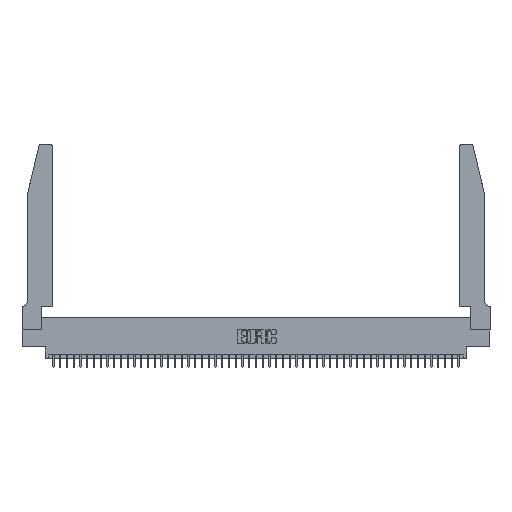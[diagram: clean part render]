
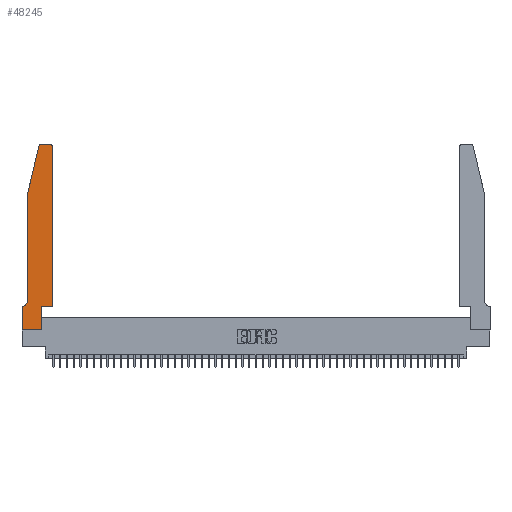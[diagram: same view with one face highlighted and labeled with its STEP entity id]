
A CAD part, top view. The second image highlights one B-rep face of the part: STEP entity #48245.
In plain terms, the highlighted planar face has unit normal (0, 0, 1).
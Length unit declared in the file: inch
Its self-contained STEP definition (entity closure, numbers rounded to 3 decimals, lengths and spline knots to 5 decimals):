
#248 = ORIENTED_EDGE ( 'NONE', *, *, #28983, .T. ) ;
#910 = CARTESIAN_POINT ( 'NONE',  ( 0., 0.35, 0.37 ) ) ;
#1872 = CARTESIAN_POINT ( 'NONE',  ( 0.0055, 0.35, 0.37 ) ) ;
#3322 = EDGE_CURVE ( 'NONE', #31763, #28608, #42765, .T. ) ;
#3985 = ORIENTED_EDGE ( 'NONE', *, *, #39173, .T. ) ;
#4724 = DIRECTION ( 'NONE',  ( 1., 0., 0. ) ) ;
#6672 = VERTEX_POINT ( 'NONE', #35819 ) ;
#6706 = EDGE_CURVE ( 'NONE', #28608, #31888, #32735, .T. ) ;
#7364 = DIRECTION ( 'NONE',  ( 1., 0., 0. ) ) ;
#7365 = CARTESIAN_POINT ( 'NONE',  ( 0., 0., 0.37 ) ) ;
#7490 = ORIENTED_EDGE ( 'NONE', *, *, #3322, .T. ) ;
#7615 = CARTESIAN_POINT ( 'NONE',  ( 0.284, 2.72, 0.37 ) ) ;
#7894 = CARTESIAN_POINT ( 'NONE',  ( 0.4505, 0.35, 0.37 ) ) ;
#9385 = CARTESIAN_POINT ( 'NONE',  ( 0., 0., 0.37 ) ) ;
#10038 = DIRECTION ( 'NONE',  ( -1., 0., 0. ) ) ;
#11184 = DIRECTION ( 'NONE',  ( 1., 0., 0. ) ) ;
#11486 = CARTESIAN_POINT ( 'NONE',  ( 0., 0.35, 0.37 ) ) ;
#11761 = VERTEX_POINT ( 'NONE', #11486 ) ;
#11940 = DIRECTION ( 'NONE',  ( 1., 0., 0. ) ) ;
#12000 = LINE ( 'NONE', #38994, #16175 ) ;
#12160 = AXIS2_PLACEMENT_3D ( 'NONE', #42017, #15245, #7364 ) ;
#12721 = ORIENTED_EDGE ( 'NONE', *, *, #39479, .T. ) ;
#13629 = ORIENTED_EDGE ( 'NONE', *, *, #18242, .T. ) ;
#14909 = CARTESIAN_POINT ( 'NONE',  ( 0.2605, 2.75, 0.37 ) ) ;
#14944 = VECTOR ( 'NONE', #11184, 39.37008 ) ;
#14974 = VECTOR ( 'NONE', #18003, 39.37008 ) ;
#15245 = DIRECTION ( 'NONE',  ( 0., 0., 1. ) ) ;
#15364 = LINE ( 'NONE', #46439, #14974 ) ;
#15662 = VERTEX_POINT ( 'NONE', #23305 ) ;
#16043 = VECTOR ( 'NONE', #11940, 39.37008 ) ;
#16175 = VECTOR ( 'NONE', #31353, 39.37008 ) ;
#17016 = CIRCLE ( 'NONE', #12160, 0.03 ) ;
#17101 = VERTEX_POINT ( 'NONE', #21008 ) ;
#17713 = VERTEX_POINT ( 'NONE', #33914 ) ;
#18003 = DIRECTION ( 'NONE',  ( -0.239, -0.971, 0. ) ) ;
#18132 = EDGE_LOOP ( 'NONE', ( #248, #32512, #3985, #35618, #19578, #13629, #12721, #45294, #42212, #7490, #29632, #28982 ) ) ;
#18242 = EDGE_CURVE ( 'NONE', #37754, #11761, #33718, .T. ) ;
#18310 = DIRECTION ( 'NONE',  ( 0., -1., 0. ) ) ;
#18331 = DIRECTION ( 'NONE',  ( 1., 0., 0. ) ) ;
#18552 = CARTESIAN_POINT ( 'NONE',  ( 0.2865, 0.35, 0.37 ) ) ;
#18924 = DIRECTION ( 'NONE',  ( 0., -1., 0. ) ) ;
#19578 = ORIENTED_EDGE ( 'NONE', *, *, #28268, .T. ) ;
#20430 = AXIS2_PLACEMENT_3D ( 'NONE', #7615, #41526, #18331 ) ;
#21008 = CARTESIAN_POINT ( 'NONE',  ( 0.2865, 0., 0.37 ) ) ;
#21506 = CARTESIAN_POINT ( 'NONE',  ( 0.0755, 0.35, 0.37 ) ) ;
#22250 = CARTESIAN_POINT ( 'NONE',  ( 0., 0., 0.37 ) ) ;
#22433 = CIRCLE ( 'NONE', #32180, 0.07 ) ;
#22754 = LINE ( 'NONE', #22250, #44300 ) ;
#23305 = CARTESIAN_POINT ( 'NONE',  ( 0.0755, 2., 0.37 ) ) ;
#24118 = CARTESIAN_POINT ( 'NONE',  ( 0.25487, 2.72718, 0.37 ) ) ;
#25603 = DIRECTION ( 'NONE',  ( 0., 1., 0. ) ) ;
#26047 = EDGE_CURVE ( 'NONE', #46322, #17101, #26731, .T. ) ;
#26731 = LINE ( 'NONE', #7365, #14944 ) ;
#27491 = VERTEX_POINT ( 'NONE', #24118 ) ;
#27914 = FACE_OUTER_BOUND ( 'NONE', #18132, .T. ) ;
#28268 = EDGE_CURVE ( 'NONE', #6672, #37754, #22433, .T. ) ;
#28328 = DIRECTION ( 'NONE',  ( -1., 0., 0. ) ) ;
#28608 = VERTEX_POINT ( 'NONE', #7894 ) ;
#28982 = ORIENTED_EDGE ( 'NONE', *, *, #41606, .T. ) ;
#28983 = EDGE_CURVE ( 'NONE', #17713, #43939, #30463, .T. ) ;
#29632 = ORIENTED_EDGE ( 'NONE', *, *, #6706, .T. ) ;
#30463 = LINE ( 'NONE', #14909, #40366 ) ;
#31353 = DIRECTION ( 'NONE',  ( 0., 1., 0. ) ) ;
#31763 = VERTEX_POINT ( 'NONE', #18552 ) ;
#31888 = VERTEX_POINT ( 'NONE', #50116 ) ;
#32180 = AXIS2_PLACEMENT_3D ( 'NONE', #43613, #43366, #28328 ) ;
#32512 = ORIENTED_EDGE ( 'NONE', *, *, #46046, .T. ) ;
#32735 = LINE ( 'NONE', #44973, #32891 ) ;
#32771 = AXIS2_PLACEMENT_3D ( 'NONE', #910, #47510, #4724 ) ;
#32891 = VECTOR ( 'NONE', #25603, 39.37008 ) ;
#33718 = LINE ( 'NONE', #21506, #35912 ) ;
#33914 = CARTESIAN_POINT ( 'NONE',  ( 0.4205, 2.75, 0.37 ) ) ;
#35614 = CARTESIAN_POINT ( 'NONE',  ( 0.4505, 0.35, 0.37 ) ) ;
#35618 = ORIENTED_EDGE ( 'NONE', *, *, #38740, .T. ) ;
#35819 = CARTESIAN_POINT ( 'NONE',  ( 0.0755, 0.42, 0.37 ) ) ;
#35912 = VECTOR ( 'NONE', #10038, 39.37008 ) ;
#36712 = CIRCLE ( 'NONE', #20430, 0.03 ) ;
#37754 = VERTEX_POINT ( 'NONE', #1872 ) ;
#38740 = EDGE_CURVE ( 'NONE', #15662, #6672, #42007, .T. ) ;
#38994 = CARTESIAN_POINT ( 'NONE',  ( 0.2865, 0.35, 0.37 ) ) ;
#39173 = EDGE_CURVE ( 'NONE', #27491, #15662, #15364, .T. ) ;
#39479 = EDGE_CURVE ( 'NONE', #11761, #46322, #22754, .T. ) ;
#40366 = VECTOR ( 'NONE', #41177, 39.37008 ) ;
#41177 = DIRECTION ( 'NONE',  ( -1., 0., 0. ) ) ;
#41220 = EDGE_CURVE ( 'NONE', #17101, #31763, #12000, .T. ) ;
#41526 = DIRECTION ( 'NONE',  ( 0., 0., 1. ) ) ;
#41606 = EDGE_CURVE ( 'NONE', #31888, #17713, #17016, .T. ) ;
#42007 = LINE ( 'NONE', #49367, #45773 ) ;
#42017 = CARTESIAN_POINT ( 'NONE',  ( 0.4205, 2.72, 0.37 ) ) ;
#42212 = ORIENTED_EDGE ( 'NONE', *, *, #41220, .T. ) ;
#42765 = LINE ( 'NONE', #35614, #16043 ) ;
#43366 = DIRECTION ( 'NONE',  ( 0., 0., -1. ) ) ;
#43457 = PLANE ( 'NONE',  #32771 ) ;
#43613 = CARTESIAN_POINT ( 'NONE',  ( 0.0055, 0.42, 0.37 ) ) ;
#43939 = VERTEX_POINT ( 'NONE', #44702 ) ;
#44300 = VECTOR ( 'NONE', #18924, 39.37008 ) ;
#44702 = CARTESIAN_POINT ( 'NONE',  ( 0.284, 2.75, 0.37 ) ) ;
#44973 = CARTESIAN_POINT ( 'NONE',  ( 0.4505, 0.35, 0.37 ) ) ;
#45294 = ORIENTED_EDGE ( 'NONE', *, *, #26047, .T. ) ;
#45773 = VECTOR ( 'NONE', #18310, 39.37008 ) ;
#46046 = EDGE_CURVE ( 'NONE', #43939, #27491, #36712, .T. ) ;
#46322 = VERTEX_POINT ( 'NONE', #9385 ) ;
#46439 = CARTESIAN_POINT ( 'NONE',  ( 0.0755, 2., 0.37 ) ) ;
#47510 = DIRECTION ( 'NONE',  ( 0., 0., 1. ) ) ;
#48245 = ADVANCED_FACE ( 'NONE', ( #27914 ), #43457, .T. ) ;
#49367 = CARTESIAN_POINT ( 'NONE',  ( 0.0755, 2., 0.37 ) ) ;
#50116 = CARTESIAN_POINT ( 'NONE',  ( 0.4505, 2.72, 0.37 ) ) ;
